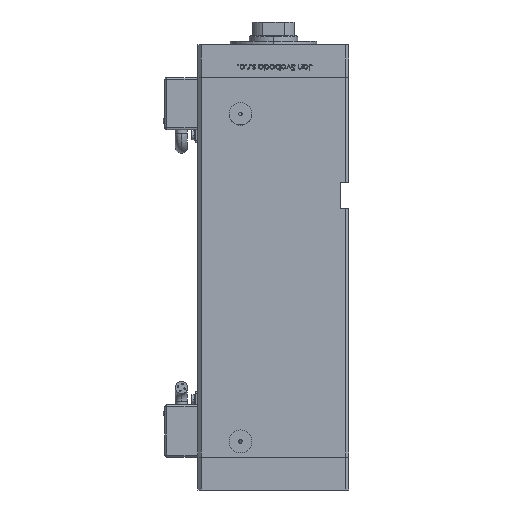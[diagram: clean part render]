
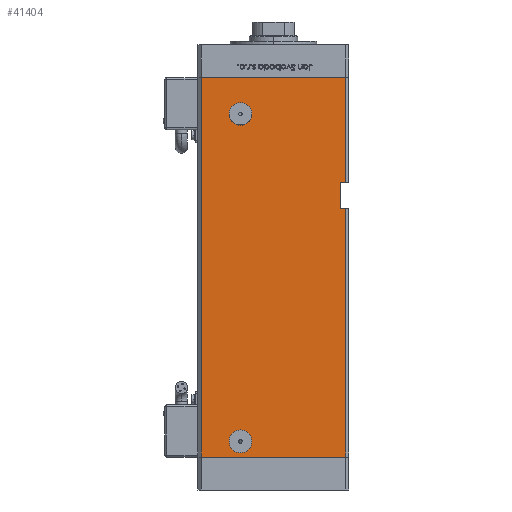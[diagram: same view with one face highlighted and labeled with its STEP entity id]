
A CAD part, left-side view. The second image highlights one B-rep face of the part: STEP entity #41404.
In plain terms, the highlighted planar face has unit normal (-1, 0, 0).
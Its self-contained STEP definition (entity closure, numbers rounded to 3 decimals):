
#721 = DIRECTION ( 'NONE',  ( 0., -1., 0. ) ) ;
#844 = DIRECTION ( 'NONE',  ( 0., -1., 0. ) ) ;
#2108 = DIRECTION ( 'NONE',  ( 0., -1., 0. ) ) ;
#2134 = DIRECTION ( 'NONE',  ( 0., -1., 0. ) ) ;
#2392 = AXIS2_PLACEMENT_3D ( 'NONE', #54804, #20689, #37471 ) ;
#3285 = EDGE_CURVE ( 'NONE', #47523, #8045, #19079, .T. ) ;
#4029 = ORIENTED_EDGE ( 'NONE', *, *, #25237, .T. ) ;
#4424 = DIRECTION ( 'NONE',  ( -1., 0., 0. ) ) ;
#4509 = DIRECTION ( 'NONE',  ( 0., -1., 0. ) ) ;
#4636 = EDGE_CURVE ( 'NONE', #54822, #16776, #23720, .T. ) ;
#4972 = VERTEX_POINT ( 'NONE', #41792 ) ;
#5014 = VERTEX_POINT ( 'NONE', #37528 ) ;
#5028 = CARTESIAN_POINT ( 'NONE',  ( -50., 41.5, 218.5 ) ) ;
#5040 = AXIS2_PLACEMENT_3D ( 'NONE', #36281, #10676, #19480 ) ;
#5450 = CARTESIAN_POINT ( 'NONE',  ( -50., 19., 9. ) ) ;
#6399 = DIRECTION ( 'NONE',  ( -1., 0., 0. ) ) ;
#6991 = CARTESIAN_POINT ( 'NONE',  ( -50., -41.5, 0. ) ) ;
#7001 = ORIENTED_EDGE ( 'NONE', *, *, #25659, .F. ) ;
#7914 = CIRCLE ( 'NONE', #50586, 6.58 ) ;
#7950 = FACE_OUTER_BOUND ( 'NONE', #8662, .T. ) ;
#8045 = VERTEX_POINT ( 'NONE', #6991 ) ;
#8543 = VECTOR ( 'NONE', #2108, 1000. ) ;
#8662 = EDGE_LOOP ( 'NONE', ( #7001, #22511, #37777, #54949, #45521, #49721, #4029, #44566 ) ) ;
#8738 = DIRECTION ( 'NONE',  ( 0., 0., -1. ) ) ;
#10192 = DIRECTION ( 'NONE',  ( 0., 0., -1. ) ) ;
#10544 = DIRECTION ( 'NONE',  ( 0., -1., 0. ) ) ;
#10676 = DIRECTION ( 'NONE',  ( -1., 0., 0. ) ) ;
#10829 = EDGE_LOOP ( 'NONE', ( #48364, #19522 ) ) ;
#13787 = CARTESIAN_POINT ( 'NONE',  ( -50., -41.5, 218.5 ) ) ;
#16202 = VERTEX_POINT ( 'NONE', #29156 ) ;
#16776 = VERTEX_POINT ( 'NONE', #31291 ) ;
#17284 = CARTESIAN_POINT ( 'NONE',  ( -50., 41.5, 218.5 ) ) ;
#17547 = CARTESIAN_POINT ( 'NONE',  ( -50., -41.5, 218.5 ) ) ;
#18327 = DIRECTION ( 'NONE',  ( 0., 0., -1. ) ) ;
#18904 = VECTOR ( 'NONE', #8738, 1000. ) ;
#19006 = LINE ( 'NONE', #36365, #27229 ) ;
#19079 = LINE ( 'NONE', #40705, #31211 ) ;
#19421 = EDGE_CURVE ( 'NONE', #55128, #5014, #53115, .T. ) ;
#19480 = DIRECTION ( 'NONE',  ( 0., -1., 0. ) ) ;
#19522 = ORIENTED_EDGE ( 'NONE', *, *, #43088, .F. ) ;
#20416 = VERTEX_POINT ( 'NONE', #47793 ) ;
#20689 = DIRECTION ( 'NONE',  ( 1., 0., 0. ) ) ;
#22175 = CARTESIAN_POINT ( 'NONE',  ( -50., -41.5, 158. ) ) ;
#22407 = CARTESIAN_POINT ( 'NONE',  ( -50., -38.5, 143. ) ) ;
#22511 = ORIENTED_EDGE ( 'NONE', *, *, #19421, .F. ) ;
#23301 = VERTEX_POINT ( 'NONE', #48620 ) ;
#23398 = AXIS2_PLACEMENT_3D ( 'NONE', #26303, #4424, #721 ) ;
#23720 = LINE ( 'NONE', #41068, #8543 ) ;
#25237 = EDGE_CURVE ( 'NONE', #54822, #47523, #34644, .T. ) ;
#25659 = EDGE_CURVE ( 'NONE', #5014, #8045, #35132, .T. ) ;
#26303 = CARTESIAN_POINT ( 'NONE',  ( -50., 19., 9. ) ) ;
#26923 = VECTOR ( 'NONE', #4509, 1000. ) ;
#27229 = VECTOR ( 'NONE', #844, 1000. ) ;
#27691 = CIRCLE ( 'NONE', #5040, 6.58 ) ;
#29156 = CARTESIAN_POINT ( 'NONE',  ( -50., 12.42, 9. ) ) ;
#29169 = EDGE_CURVE ( 'NONE', #16776, #33584, #30927, .T. ) ;
#30927 = LINE ( 'NONE', #17547, #18904 ) ;
#31211 = VECTOR ( 'NONE', #45255, 1000. ) ;
#31260 = VERTEX_POINT ( 'NONE', #32578 ) ;
#31291 = CARTESIAN_POINT ( 'NONE',  ( -50., -41.5, 218.5 ) ) ;
#32281 = CARTESIAN_POINT ( 'NONE',  ( -50., 19., 197.5 ) ) ;
#32578 = CARTESIAN_POINT ( 'NONE',  ( -50., 25.58, 9. ) ) ;
#32610 = CARTESIAN_POINT ( 'NONE',  ( -50., -38.5, 143. ) ) ;
#33584 = VERTEX_POINT ( 'NONE', #22175 ) ;
#34644 = LINE ( 'NONE', #17284, #46982 ) ;
#35132 = LINE ( 'NONE', #13787, #50608 ) ;
#36281 = CARTESIAN_POINT ( 'NONE',  ( -50., 19., 197.5 ) ) ;
#36365 = CARTESIAN_POINT ( 'NONE',  ( -50., -38.5, 158. ) ) ;
#36918 = LINE ( 'NONE', #49158, #52243 ) ;
#37096 = EDGE_CURVE ( 'NONE', #4972, #33584, #19006, .T. ) ;
#37471 = DIRECTION ( 'NONE',  ( 0., 1., 0. ) ) ;
#37528 = CARTESIAN_POINT ( 'NONE',  ( -50., -41.5, 143. ) ) ;
#37777 = ORIENTED_EDGE ( 'NONE', *, *, #39538, .F. ) ;
#39538 = EDGE_CURVE ( 'NONE', #4972, #55128, #36918, .T. ) ;
#39747 = EDGE_CURVE ( 'NONE', #20416, #23301, #27691, .T. ) ;
#40419 = DIRECTION ( 'NONE',  ( -1., 0., 0. ) ) ;
#40705 = CARTESIAN_POINT ( 'NONE',  ( -50., 41.5, 0. ) ) ;
#41068 = CARTESIAN_POINT ( 'NONE',  ( -50., 41.5, 218.5 ) ) ;
#41404 = ADVANCED_FACE ( 'NONE', ( #7950, #42653, #50554 ), #42299, .F. ) ;
#41792 = CARTESIAN_POINT ( 'NONE',  ( -50., -38.5, 158. ) ) ;
#42299 = PLANE ( 'NONE',  #2392 ) ;
#42653 = FACE_BOUND ( 'NONE', #10829, .T. ) ;
#43088 = EDGE_CURVE ( 'NONE', #31260, #16202, #52235, .T. ) ;
#44566 = ORIENTED_EDGE ( 'NONE', *, *, #3285, .T. ) ;
#44944 = ORIENTED_EDGE ( 'NONE', *, *, #47695, .F. ) ;
#45255 = DIRECTION ( 'NONE',  ( 0., -1., 0. ) ) ;
#45521 = ORIENTED_EDGE ( 'NONE', *, *, #29169, .F. ) ;
#46147 = EDGE_LOOP ( 'NONE', ( #54773, #44944 ) ) ;
#46982 = VECTOR ( 'NONE', #51713, 1000. ) ;
#47523 = VERTEX_POINT ( 'NONE', #52217 ) ;
#47695 = EDGE_CURVE ( 'NONE', #23301, #20416, #7914, .T. ) ;
#47793 = CARTESIAN_POINT ( 'NONE',  ( -50., 12.42, 197.5 ) ) ;
#48364 = ORIENTED_EDGE ( 'NONE', *, *, #49726, .F. ) ;
#48620 = CARTESIAN_POINT ( 'NONE',  ( -50., 25.58, 197.5 ) ) ;
#49158 = CARTESIAN_POINT ( 'NONE',  ( -50., -38.5, 158. ) ) ;
#49721 = ORIENTED_EDGE ( 'NONE', *, *, #4636, .F. ) ;
#49726 = EDGE_CURVE ( 'NONE', #16202, #31260, #49755, .T. ) ;
#49755 = CIRCLE ( 'NONE', #23398, 6.58 ) ;
#50554 = FACE_BOUND ( 'NONE', #46147, .T. ) ;
#50586 = AXIS2_PLACEMENT_3D ( 'NONE', #32281, #6399, #2134 ) ;
#50608 = VECTOR ( 'NONE', #18327, 1000. ) ;
#51713 = DIRECTION ( 'NONE',  ( 0., 0., -1. ) ) ;
#52217 = CARTESIAN_POINT ( 'NONE',  ( -50., 41.5, 0. ) ) ;
#52235 = CIRCLE ( 'NONE', #55890, 6.58 ) ;
#52243 = VECTOR ( 'NONE', #10192, 1000. ) ;
#53115 = LINE ( 'NONE', #22407, #26923 ) ;
#54773 = ORIENTED_EDGE ( 'NONE', *, *, #39747, .F. ) ;
#54804 = CARTESIAN_POINT ( 'NONE',  ( -50., 41.5, 218.5 ) ) ;
#54822 = VERTEX_POINT ( 'NONE', #5028 ) ;
#54949 = ORIENTED_EDGE ( 'NONE', *, *, #37096, .T. ) ;
#55128 = VERTEX_POINT ( 'NONE', #32610 ) ;
#55890 = AXIS2_PLACEMENT_3D ( 'NONE', #5450, #40419, #10544 ) ;
